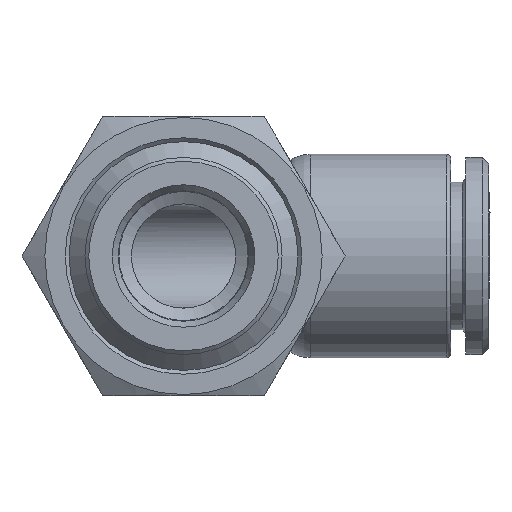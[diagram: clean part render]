
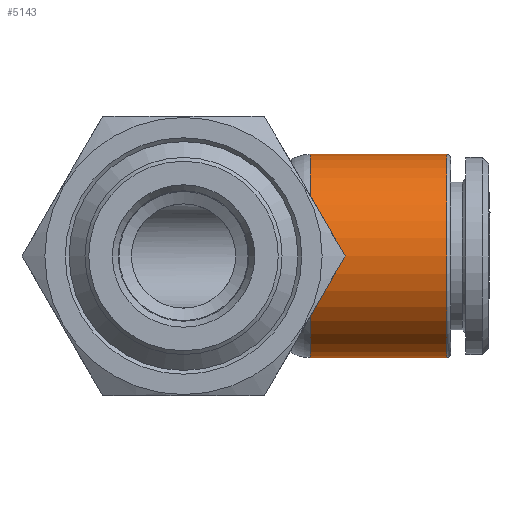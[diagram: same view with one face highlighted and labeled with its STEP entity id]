
A CAD part, front view. The second image highlights one B-rep face of the part: STEP entity #5143.
In plain terms, the highlighted cylindrical face has radius 8 mm (diameter 16 mm), a full revolution.
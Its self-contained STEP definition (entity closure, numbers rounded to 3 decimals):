
#775=CYLINDRICAL_SURFACE('',#5378,8.);
#1654=ORIENTED_EDGE('',*,*,#2260,.T.);
#1655=ORIENTED_EDGE('',*,*,#2261,.T.);
#2260=EDGE_CURVE('',#2605,#2605,#2707,.T.);
#2261=EDGE_CURVE('',#2606,#2606,#2708,.T.);
#2605=VERTEX_POINT('',#10955);
#2606=VERTEX_POINT('',#10957);
#2707=CIRCLE('',#5379,8.);
#2708=CIRCLE('',#5380,8.);
#2937=EDGE_LOOP('',(#1654));
#2938=EDGE_LOOP('',(#1655));
#3219=FACE_BOUND('',#2937,.T.);
#3220=FACE_BOUND('',#2938,.T.);
#5143=ADVANCED_FACE('',(#3219,#3220),#775,.T.);
#5378=AXIS2_PLACEMENT_3D('',#10953,#6044,#6045);
#5379=AXIS2_PLACEMENT_3D('',#10954,#6046,#6047);
#5380=AXIS2_PLACEMENT_3D('',#10956,#6048,#6049);
#6044=DIRECTION('',(-1.,0.,0.));
#6045=DIRECTION('',(0.,0.,1.));
#6046=DIRECTION('',(1.,0.,0.));
#6047=DIRECTION('',(0.,0.,-1.));
#6048=DIRECTION('',(-1.,0.,0.));
#6049=DIRECTION('',(0.,0.,1.));
#10953=CARTESIAN_POINT('',(-3.45,0.,0.));
#10954=CARTESIAN_POINT('',(9.969,0.,0.));
#10955=CARTESIAN_POINT('',(9.969,0.,-8.));
#10956=CARTESIAN_POINT('',(20.7,0.,0.));
#10957=CARTESIAN_POINT('',(20.7,0.,8.));
